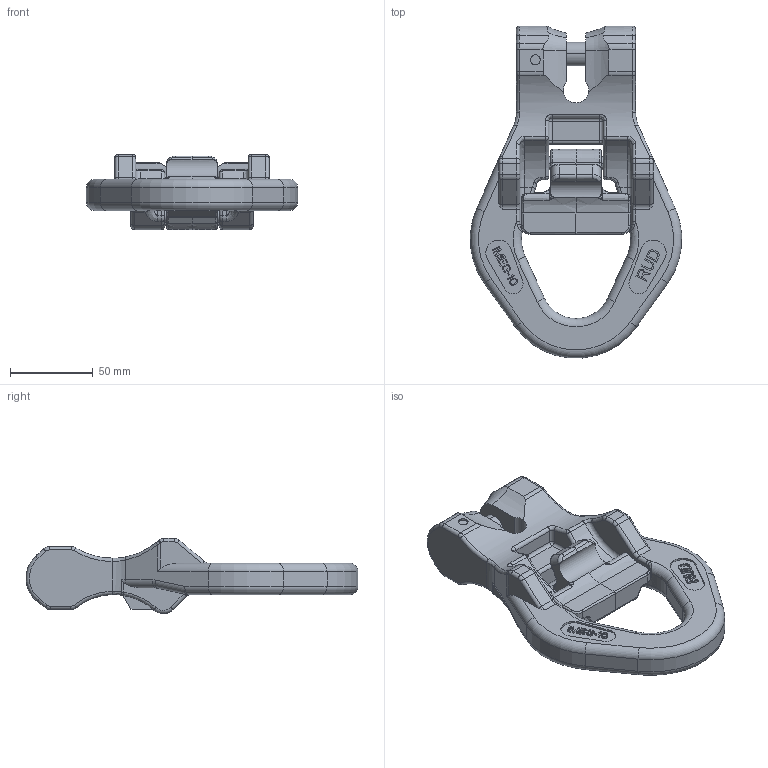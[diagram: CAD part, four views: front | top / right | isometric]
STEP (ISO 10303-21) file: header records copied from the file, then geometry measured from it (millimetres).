
FILE_DESCRIPTION((''),'2;1');
FILE_NAME('001-M34345-P-1_ASM','2018-09-17T',('Anja.Joas'),(''),'PRO/ENGINEER BY PARAMETRIC TECHNOLOGY CORPORATION, 2011490','PRO/ENGINEER BY PARAMETRIC TECHNOLOGY CORPORATION, 2011490','');
FILE_SCHEMA(('CONFIG_CONTROL_DESIGN'));
Length unit declared in the file: millimetre
Products named in the file (3): 001-M34345-P-1; 001-M34346-P-1; 001-M34345-P-1_ASM
Assembly tree (2 placements, depth 2):
  001-M34345-P-1_ASM
    001-M34345-P-1
    001-M34346-P-1
Bounding box: 127.76 x 200.83 x 45.5 mm (x, y, z)
Volume: 317522.4 mm3; surface area: 57511.8 mm2
Topology: 2 solids, 2 shells, 679 faces, 1705 edges, 1047 vertices
Faces by surface type: plane 313, cylinder 184, bspline 89, torus 77, sphere 10, cone 4, extrusion 2
Entity records: 24171 total; most frequent: CARTESIAN_POINT 8383, ORIENTED_EDGE 3410, DIRECTION 3102, EDGE_CURVE 1705, VERTEX_POINT 1047, AXIS2_PLACEMENT_3D 1042, VECTOR 1018, LINE 1016
